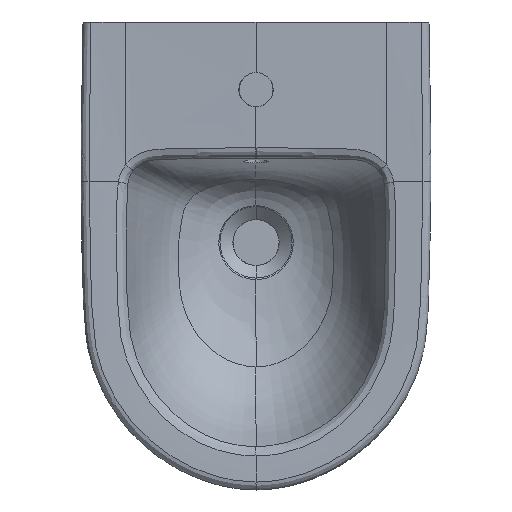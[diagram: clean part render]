
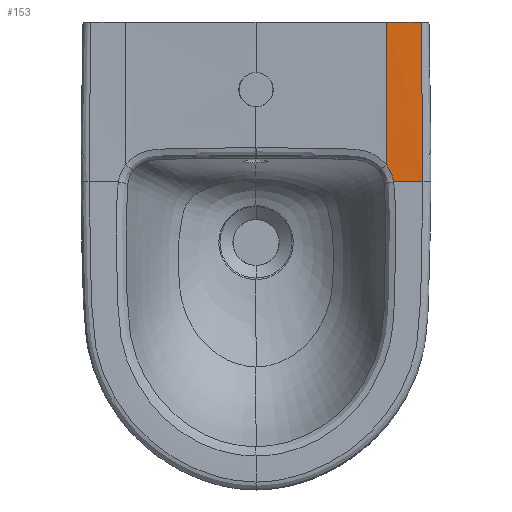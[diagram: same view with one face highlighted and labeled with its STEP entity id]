
A CAD part, top view. The second image highlights one B-rep face of the part: STEP entity #153.
In plain terms, the highlighted free-form (B-spline) face has degree [3, 3] with [12, 4] control points.
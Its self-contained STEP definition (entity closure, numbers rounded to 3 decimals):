
#82=(
BOUNDED_CURVE()
B_SPLINE_CURVE(3,(#3126,#3127,#3128,#3129,#3130,#3131,#3132,#3133),
 .UNSPECIFIED.,.F.,.F.)
B_SPLINE_CURVE_WITH_KNOTS((4,2,2,4),(0.,0.5,0.753,
1.),.UNSPECIFIED.)
CURVE()
GEOMETRIC_REPRESENTATION_ITEM()
RATIONAL_B_SPLINE_CURVE((1.,1.,1.,1.,1.,1.,1.,1.))
REPRESENTATION_ITEM('')
);
#121=B_SPLINE_SURFACE_WITH_KNOTS('',3,3,((#4152,#4153,#4154,#4155),(#4156,
#4157,#4158,#4159),(#4160,#4161,#4162,#4163),(#4164,#4165,#4166,#4167),
(#4168,#4169,#4170,#4171),(#4172,#4173,#4174,#4175),(#4176,#4177,#4178,
#4179),(#4180,#4181,#4182,#4183),(#4184,#4185,#4186,#4187),(#4188,#4189,
#4190,#4191),(#4192,#4193,#4194,#4195),(#4196,#4197,#4198,#4199)),
 .UNSPECIFIED.,.F.,.F.,.F.,(4,1,1,1,1,1,1,1,1,4),(4,4),(0.,0.5,0.625,0.75,
0.875,0.938,0.969,0.984,0.992,1.),(0.,1.),.UNSPECIFIED.);
#153=ADVANCED_FACE('',(#211),#121,.F.);
#211=FACE_OUTER_BOUND('',#264,.T.);
#264=EDGE_LOOP('',(#374,#375,#376,#377,#378));
#374=ORIENTED_EDGE('',*,*,#675,.T.);
#375=ORIENTED_EDGE('',*,*,#676,.T.);
#376=ORIENTED_EDGE('',*,*,#661,.F.);
#377=ORIENTED_EDGE('',*,*,#677,.F.);
#378=ORIENTED_EDGE('',*,*,#673,.F.);
#578=VERTEX_POINT('',#3125);
#579=VERTEX_POINT('',#3134);
#586=VERTEX_POINT('',#3909);
#587=VERTEX_POINT('',#3914);
#588=VERTEX_POINT('',#4143);
#661=EDGE_CURVE('',#578,#579,#82,.T.);
#673=EDGE_CURVE('',#586,#587,#781,.T.);
#675=EDGE_CURVE('',#586,#588,#783,.T.);
#676=EDGE_CURVE('',#588,#579,#784,.T.);
#677=EDGE_CURVE('',#587,#578,#785,.T.);
#781=B_SPLINE_CURVE_WITH_KNOTS('',3,(#3910,#3911,#3912,#3913),
 .UNSPECIFIED.,.F.,.F.,(4,4),(0.,1.),.UNSPECIFIED.);
#783=B_SPLINE_CURVE_WITH_KNOTS('',3,(#4135,#4136,#4137,#4138,#4139,#4140,
#4141,#4142),.UNSPECIFIED.,.F.,.F.,(4,2,2,4),(0.,0.5,0.75,
1.),.UNSPECIFIED.);
#784=B_SPLINE_CURVE_WITH_KNOTS('',3,(#4144,#4145,#4146,#4147),
 .UNSPECIFIED.,.F.,.F.,(4,4),(0.,1.),.UNSPECIFIED.);
#785=B_SPLINE_CURVE_WITH_KNOTS('',3,(#4148,#4149,#4150,#4151),
 .UNSPECIFIED.,.F.,.F.,(4,4),(0.,1.),.UNSPECIFIED.);
#3125=CARTESIAN_POINT('',(168.867,0.,0.178));
#3126=CARTESIAN_POINT('',(168.867,0.,0.178));
#3127=CARTESIAN_POINT('',(169.764,-27.212,0.081));
#3128=CARTESIAN_POINT('',(170.211,-54.432,-0.03));
#3129=CARTESIAN_POINT('',(170.508,-95.419,-0.16));
#3130=CARTESIAN_POINT('',(170.541,-109.189,-0.198));
#3131=CARTESIAN_POINT('',(170.521,-136.401,-0.245));
#3132=CARTESIAN_POINT('',(170.472,-149.835,-0.24));
#3133=CARTESIAN_POINT('',(170.427,-163.291,-0.245));
#3134=CARTESIAN_POINT('',(170.427,-163.291,-0.245));
#3909=CARTESIAN_POINT('',(133.143,-145.883,-1.35));
#3910=CARTESIAN_POINT('',(133.144,-145.882,-1.351));
#3911=CARTESIAN_POINT('',(133.144,-97.251,-1.082));
#3912=CARTESIAN_POINT('',(133.144,-48.629,0.192));
#3913=CARTESIAN_POINT('',(133.144,0.,0.868));
#3914=CARTESIAN_POINT('',(133.144,0.,0.868));
#4135=CARTESIAN_POINT('',(133.145,-145.884,-1.35));
#4136=CARTESIAN_POINT('',(135.117,-148.36,-1.308));
#4137=CARTESIAN_POINT('',(136.739,-151.107,-1.269));
#4138=CARTESIAN_POINT('',(138.646,-155.635,-1.22));
#4139=CARTESIAN_POINT('',(139.217,-157.225,-1.204));
#4140=CARTESIAN_POINT('',(140.112,-160.28,-1.176));
#4141=CARTESIAN_POINT('',(140.455,-161.792,-1.157));
#4142=CARTESIAN_POINT('',(140.695,-163.291,-1.155));
#4143=CARTESIAN_POINT('',(140.695,-163.29,-1.155));
#4144=CARTESIAN_POINT('',(140.695,-163.291,-1.155));
#4145=CARTESIAN_POINT('',(150.605,-163.291,-0.837));
#4146=CARTESIAN_POINT('',(160.516,-163.291,-0.534));
#4147=CARTESIAN_POINT('',(170.427,-163.291,-0.245));
#4148=CARTESIAN_POINT('',(133.144,0.,0.868));
#4149=CARTESIAN_POINT('',(145.052,0.,0.665));
#4150=CARTESIAN_POINT('',(156.96,0.,0.435));
#4151=CARTESIAN_POINT('',(168.867,0.,0.178));
#4152=CARTESIAN_POINT('',(169.236,0.,0.17));
#4153=CARTESIAN_POINT('',(157.206,0.,0.431));
#4154=CARTESIAN_POINT('',(145.175,0.,0.663));
#4155=CARTESIAN_POINT('',(133.144,0.,0.868));
#4156=CARTESIAN_POINT('',(169.992,-27.205,0.081));
#4157=CARTESIAN_POINT('',(157.711,-27.209,0.204));
#4158=CARTESIAN_POINT('',(145.429,-27.212,0.315));
#4159=CARTESIAN_POINT('',(133.144,-27.215,0.49));
#4160=CARTESIAN_POINT('',(170.52,-61.224,-0.057));
#4161=CARTESIAN_POINT('',(158.063,-61.226,-0.148));
#4162=CARTESIAN_POINT('',(145.606,-61.228,-0.24));
#4163=CARTESIAN_POINT('',(133.144,-61.231,-0.212));
#4164=CARTESIAN_POINT('',(170.788,-102.05,-0.173));
#4165=CARTESIAN_POINT('',(158.241,-102.051,-0.443));
#4166=CARTESIAN_POINT('',(145.694,-102.051,-0.717));
#4167=CARTESIAN_POINT('',(133.144,-102.053,-0.886));
#4168=CARTESIAN_POINT('',(170.856,-122.463,-0.215));
#4169=CARTESIAN_POINT('',(158.286,-122.463,-0.553));
#4170=CARTESIAN_POINT('',(145.717,-122.464,-0.898));
#4171=CARTESIAN_POINT('',(133.144,-122.464,-1.162));
#4172=CARTESIAN_POINT('',(170.867,-139.475,-0.235));
#4173=CARTESIAN_POINT('',(158.293,-139.475,-0.604));
#4174=CARTESIAN_POINT('',(145.719,-139.475,-0.985));
#4175=CARTESIAN_POINT('',(133.144,-139.475,-1.32));
#4176=CARTESIAN_POINT('',(170.864,-151.383,-0.237));
#4177=CARTESIAN_POINT('',(158.29,-151.383,-0.611));
#4178=CARTESIAN_POINT('',(145.717,-151.383,-1.002));
#4179=CARTESIAN_POINT('',(133.144,-151.383,-1.379));
#4180=CARTESIAN_POINT('',(170.863,-157.337,-0.236));
#4181=CARTESIAN_POINT('',(158.29,-157.337,-0.607));
#4182=CARTESIAN_POINT('',(145.717,-157.337,-0.999));
#4183=CARTESIAN_POINT('',(133.144,-157.337,-1.395));
#4184=CARTESIAN_POINT('',(170.864,-160.314,-0.234));
#4185=CARTESIAN_POINT('',(158.29,-160.314,-0.603));
#4186=CARTESIAN_POINT('',(145.716,-160.314,-0.994));
#4187=CARTESIAN_POINT('',(133.144,-160.314,-1.398));
#4188=CARTESIAN_POINT('',(170.864,-162.015,-0.233));
#4189=CARTESIAN_POINT('',(158.29,-162.015,-0.601));
#4190=CARTESIAN_POINT('',(145.717,-162.015,-0.992));
#4191=CARTESIAN_POINT('',(133.144,-162.015,-1.401));
#4192=CARTESIAN_POINT('',(170.864,-162.865,-0.232));
#4193=CARTESIAN_POINT('',(158.29,-162.865,-0.598));
#4194=CARTESIAN_POINT('',(145.716,-162.865,-0.987));
#4195=CARTESIAN_POINT('',(133.144,-162.865,-1.398));
#4196=CARTESIAN_POINT('',(170.865,-163.291,-0.232));
#4197=CARTESIAN_POINT('',(158.29,-163.291,-0.598));
#4198=CARTESIAN_POINT('',(145.717,-163.291,-0.988));
#4199=CARTESIAN_POINT('',(133.144,-163.291,-1.4));
